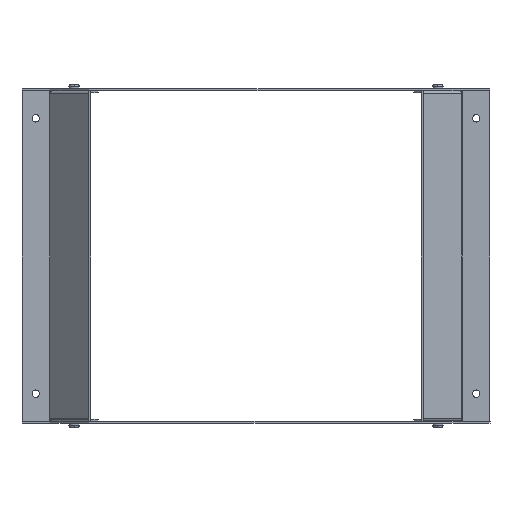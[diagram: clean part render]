
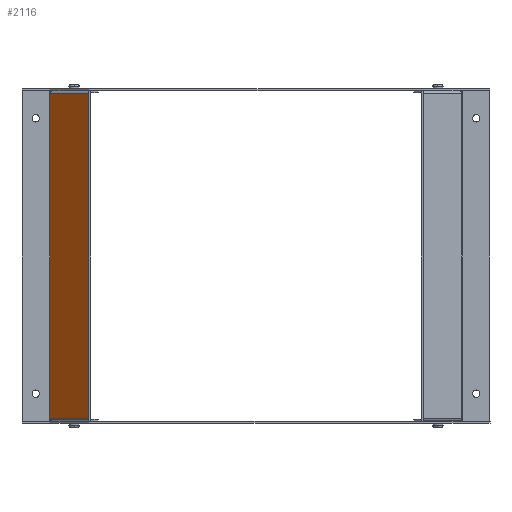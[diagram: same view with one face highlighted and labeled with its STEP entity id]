
A CAD part, left-side view. The second image highlights one B-rep face of the part: STEP entity #2116.
In plain terms, the highlighted planar face has unit normal (-0.707, 0.707, 0).
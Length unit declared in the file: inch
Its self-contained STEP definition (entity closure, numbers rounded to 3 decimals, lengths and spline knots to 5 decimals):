
#182 = DIRECTION ( 'NONE',  ( 0.707, 0.707, 0. ) ) ;
#440 = ORIENTED_EDGE ( 'NONE', *, *, #13813, .F. ) ;
#577 = DIRECTION ( 'NONE',  ( -0.707, -0.707, 0. ) ) ;
#741 = LINE ( 'NONE', #15407, #14608 ) ;
#784 = DIRECTION ( 'NONE',  ( 0., 0., 1. ) ) ;
#830 = DIRECTION ( 'NONE',  ( -0.707, -0.707, 0. ) ) ;
#1181 = VERTEX_POINT ( 'NONE', #15911 ) ;
#1893 = ORIENTED_EDGE ( 'NONE', *, *, #6601, .T. ) ;
#1924 = VECTOR ( 'NONE', #4222, 39.37008 ) ;
#2116 = ADVANCED_FACE ( 'NONE', ( #5808 ), #5726, .F. ) ;
#2701 = LINE ( 'NONE', #13472, #10702 ) ;
#2733 = DIRECTION ( 'NONE',  ( 0.707, 0.707, 0. ) ) ;
#3015 = CARTESIAN_POINT ( 'NONE',  ( -6.08274, 7.48185, -0.108 ) ) ;
#3562 = VERTEX_POINT ( 'NONE', #8746 ) ;
#4135 = DIRECTION ( 'NONE',  ( 0.707, 0.707, 0. ) ) ;
#4222 = DIRECTION ( 'NONE',  ( 0.707, 0.707, 0. ) ) ;
#4256 = AXIS2_PLACEMENT_3D ( 'NONE', #13510, #11126, #2733 ) ;
#4618 = ORIENTED_EDGE ( 'NONE', *, *, #5944, .F. ) ;
#5020 = DIRECTION ( 'NONE',  ( -0.707, -0.707, 0. ) ) ;
#5027 = CARTESIAN_POINT ( 'NONE',  ( -6.08268, 7.48191, -12. ) ) ;
#5090 = ORIENTED_EDGE ( 'NONE', *, *, #16237, .T. ) ;
#5551 = VERTEX_POINT ( 'NONE', #15636 ) ;
#5726 = PLANE ( 'NONE',  #4256 ) ;
#5808 = FACE_OUTER_BOUND ( 'NONE', #11757, .T. ) ;
#5907 = CARTESIAN_POINT ( 'NONE',  ( -6.08274, 7.48185, -11.892 ) ) ;
#5944 = EDGE_CURVE ( 'NONE', #17286, #5551, #10278, .T. ) ;
#5982 = EDGE_CURVE ( 'NONE', #15235, #1181, #741, .T. ) ;
#6100 = CARTESIAN_POINT ( 'NONE',  ( -6.08268, 7.48191, -11.892 ) ) ;
#6288 = VERTEX_POINT ( 'NONE', #6100 ) ;
#6601 = EDGE_CURVE ( 'NONE', #3562, #5551, #9546, .T. ) ;
#6755 = DIRECTION ( 'NONE',  ( 0., 0., -1. ) ) ;
#7692 = EDGE_CURVE ( 'NONE', #3562, #1181, #2701, .T. ) ;
#8286 = CARTESIAN_POINT ( 'NONE',  ( -5.36178, 8.2028, -0.108 ) ) ;
#8746 = CARTESIAN_POINT ( 'NONE',  ( -7.48204, 6.08254, -0.108 ) ) ;
#8874 = VECTOR ( 'NONE', #5020, 39.37008 ) ;
#9290 = CARTESIAN_POINT ( 'NONE',  ( -5.36178, 8.2028, -11.892 ) ) ;
#9546 = LINE ( 'NONE', #12284, #10389 ) ;
#9564 = ORIENTED_EDGE ( 'NONE', *, *, #7692, .F. ) ;
#9929 = ORIENTED_EDGE ( 'NONE', *, *, #5982, .T. ) ;
#10102 = CARTESIAN_POINT ( 'NONE',  ( -5.36178, 8.2028, -0.108 ) ) ;
#10233 = CARTESIAN_POINT ( 'NONE',  ( -6.08268, 7.48191, -11.892 ) ) ;
#10278 = LINE ( 'NONE', #10102, #10656 ) ;
#10320 = LINE ( 'NONE', #10233, #8874 ) ;
#10389 = VECTOR ( 'NONE', #182, 39.37008 ) ;
#10642 = VECTOR ( 'NONE', #784, 39.37008 ) ;
#10656 = VECTOR ( 'NONE', #577, 39.37008 ) ;
#10679 = VERTEX_POINT ( 'NONE', #16927 ) ;
#10702 = VECTOR ( 'NONE', #6755, 39.37008 ) ;
#11126 = DIRECTION ( 'NONE',  ( 0.707, -0.707, 0. ) ) ;
#11360 = ORIENTED_EDGE ( 'NONE', *, *, #13507, .F. ) ;
#11757 = EDGE_LOOP ( 'NONE', ( #440, #5090, #11360, #9929, #9564, #1893, #4618, #16764 ) ) ;
#12284 = CARTESIAN_POINT ( 'NONE',  ( -5.36178, 8.2028, -0.108 ) ) ;
#12809 = LINE ( 'NONE', #5027, #10642 ) ;
#13472 = CARTESIAN_POINT ( 'NONE',  ( -7.48204, 6.08254, -12. ) ) ;
#13507 = EDGE_CURVE ( 'NONE', #15235, #13562, #17396, .T. ) ;
#13510 = CARTESIAN_POINT ( 'NONE',  ( -5.36178, 8.2028, -12. ) ) ;
#13541 = EDGE_CURVE ( 'NONE', #17286, #10679, #16081, .T. ) ;
#13562 = VERTEX_POINT ( 'NONE', #5907 ) ;
#13813 = EDGE_CURVE ( 'NONE', #6288, #10679, #12809, .T. ) ;
#14608 = VECTOR ( 'NONE', #830, 39.37008 ) ;
#15182 = VECTOR ( 'NONE', #4135, 39.37008 ) ;
#15235 = VERTEX_POINT ( 'NONE', #17159 ) ;
#15407 = CARTESIAN_POINT ( 'NONE',  ( -7.48199, 6.0826, -11.892 ) ) ;
#15636 = CARTESIAN_POINT ( 'NONE',  ( -7.48199, 6.0826, -0.108 ) ) ;
#15911 = CARTESIAN_POINT ( 'NONE',  ( -7.48204, 6.08254, -11.892 ) ) ;
#16081 = LINE ( 'NONE', #8286, #1924 ) ;
#16237 = EDGE_CURVE ( 'NONE', #6288, #13562, #10320, .T. ) ;
#16764 = ORIENTED_EDGE ( 'NONE', *, *, #13541, .T. ) ;
#16927 = CARTESIAN_POINT ( 'NONE',  ( -6.08268, 7.48191, -0.108 ) ) ;
#17159 = CARTESIAN_POINT ( 'NONE',  ( -7.48199, 6.0826, -11.892 ) ) ;
#17286 = VERTEX_POINT ( 'NONE', #3015 ) ;
#17396 = LINE ( 'NONE', #9290, #15182 ) ;
